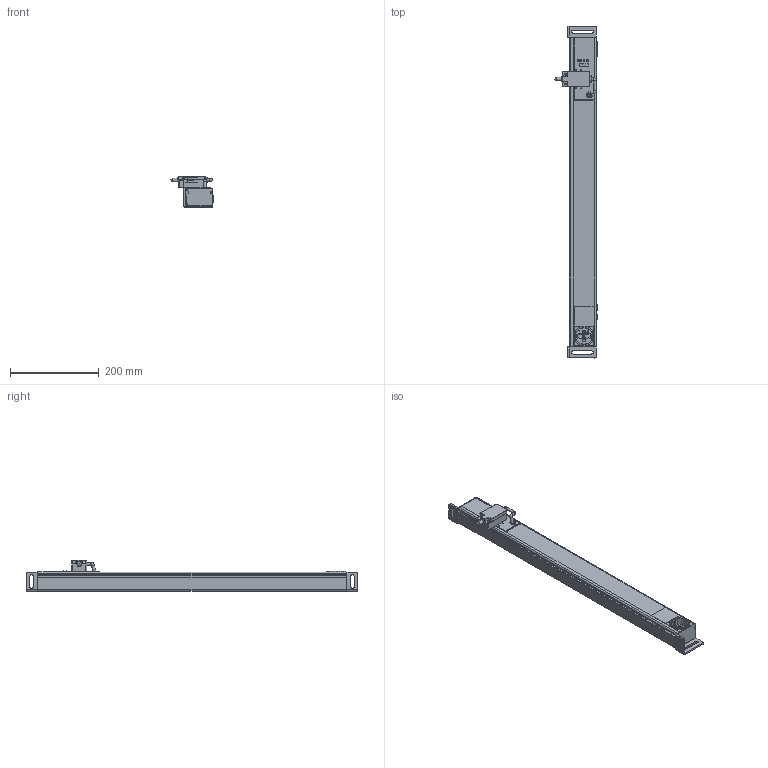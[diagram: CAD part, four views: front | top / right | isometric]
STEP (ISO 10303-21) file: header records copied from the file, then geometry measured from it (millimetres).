
FILE_DESCRIPTION(/* description */ (''),/* implementation_level */ '2;1');
FILE_NAME(/* name */ '108416_LED-A-700-SK-E.stp',/* time_stamp */ '2021-12-23T14:19:25+01:00',/* author */ ('CAD'),/* organization */ (''),/* preprocessor_version */ 'ST-DEVELOPER v15.6',/* originating_system */ 'Autodesk Inventor 2015',/* authorisation */ '');
FILE_SCHEMA (('AUTOMOTIVE_DESIGN { 1 0 10303 214 3 1 1 }'));
Products named in the file (1): 108416_LED-A-700-SK-E_Shrinkwrap_1
Bounding box: 95.03 x 750 x 71.4 mm (x, y, z)
Surface area: 290999.8 mm2 (no closed solid volume)
Topology: 0 solids, 66 shells, 1593 faces, 5199 edges, 3649 vertices
Faces by surface type: plane 1197, cylinder 306, cone 32, bspline 32, torus 17, sphere 9
Full cylindrical faces by diameter (mm): 1.75 x2, 2.8 x1, 4 x1, 4.3 x4, 4.5 x2, 6 x4, 7 x2, 7.9 x1, 8 x2
Entity records: 58476 total; most frequent: CARTESIAN_POINT 12564, ORIENTED_EDGE 9166, DIRECTION 9020, EDGE_CURVE 5147, LINE 4150, VECTOR 4150, VERTEX_POINT 3635, AXIS2_PLACEMENT_3D 2435
